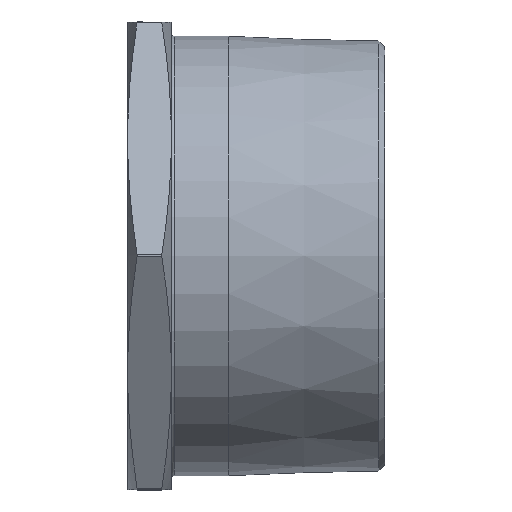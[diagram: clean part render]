
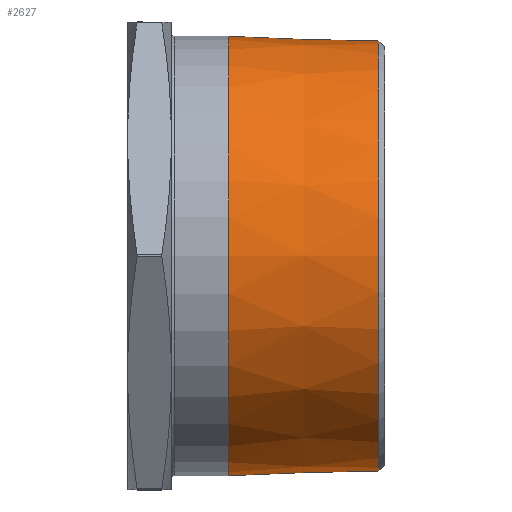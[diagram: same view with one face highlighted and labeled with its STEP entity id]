
A CAD part, top view. The second image highlights one B-rep face of the part: STEP entity #2627.
In plain terms, the highlighted conical face has half-angle 1.79 degrees and reference radius 36.789 mm.
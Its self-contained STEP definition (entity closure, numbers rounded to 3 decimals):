
#1082 = ORIENTED_EDGE ( 'NONE', *, *, #2859, .T. ) ;
#1119 = ORIENTED_EDGE ( 'NONE', *, *, #2864, .F. ) ;
#1500 = EDGE_LOOP ( 'NONE', ( #1119 ) ) ;
#1551 = EDGE_LOOP ( 'NONE', ( #1082 ) ) ;
#2627 = ADVANCED_FACE ( 'NONE', ( #4545, #4518 ), #12575, .T. ) ;
#2859 = EDGE_CURVE ( 'NONE', #8592, #8592, #9532, .T. ) ;
#2864 = EDGE_CURVE ( 'NONE', #8558, #8558, #9512, .T. ) ;
#3820 = DIRECTION ( 'NONE',  ( 0., 0., 1. ) ) ;
#3843 = CARTESIAN_POINT ( 'NONE',  ( 17.3, 0., 0. ) ) ;
#3848 = DIRECTION ( 'NONE',  ( 1., 0., 0. ) ) ;
#3859 = DIRECTION ( 'NONE',  ( 1., 0., 0. ) ) ;
#3864 = CARTESIAN_POINT ( 'NONE',  ( 43., 0., 0. ) ) ;
#3876 = DIRECTION ( 'NONE',  ( 0., 0., 1. ) ) ;
#4518 = FACE_BOUND ( 'NONE', #1500, .T. ) ;
#4545 = FACE_OUTER_BOUND ( 'NONE', #1551, .T. ) ;
#4549 = DIRECTION ( 'NONE',  ( -1., 0., 0. ) ) ;
#4551 = CARTESIAN_POINT ( 'NONE',  ( 43., 0., 0. ) ) ;
#4555 = DIRECTION ( 'NONE',  ( 0., 0., -1. ) ) ;
#8558 = VERTEX_POINT ( 'NONE', #8571 ) ;
#8571 = CARTESIAN_POINT ( 'NONE',  ( 43., 0., 36.789 ) ) ;
#8582 = CARTESIAN_POINT ( 'NONE',  ( 17.3, 0., 37.592 ) ) ;
#8592 = VERTEX_POINT ( 'NONE', #8582 ) ;
#9512 = CIRCLE ( 'NONE', #9551, 36.789 ) ;
#9530 = AXIS2_PLACEMENT_3D ( 'NONE', #3843, #3848, #3820 ) ;
#9532 = CIRCLE ( 'NONE', #9530, 37.592 ) ;
#9551 = AXIS2_PLACEMENT_3D ( 'NONE', #3864, #3859, #3876 ) ;
#12557 = AXIS2_PLACEMENT_3D ( 'NONE', #4551, #4549, #4555 ) ;
#12575 = CONICAL_SURFACE ( 'NONE', #12557, 36.789, 0.031 ) ;
